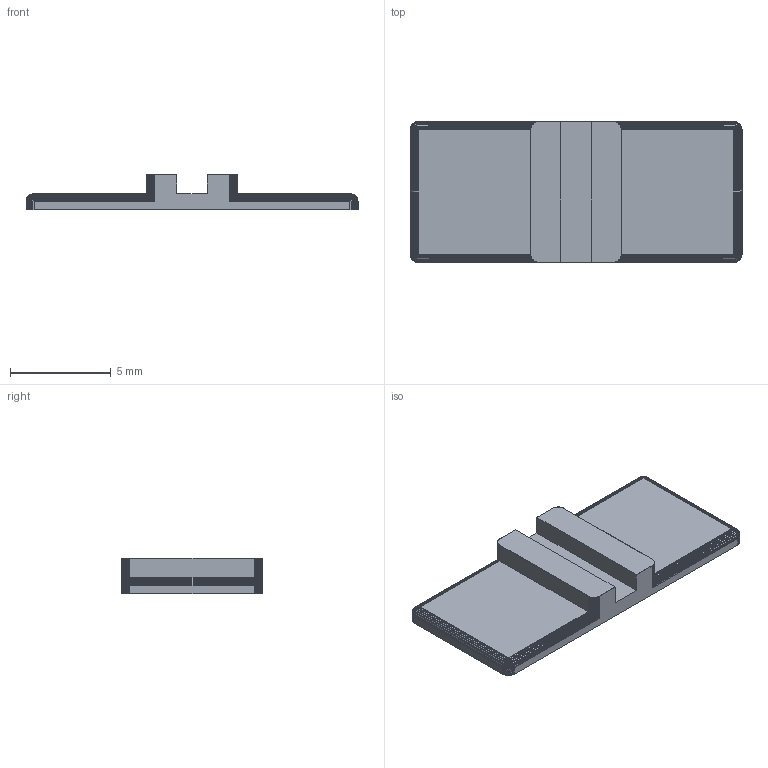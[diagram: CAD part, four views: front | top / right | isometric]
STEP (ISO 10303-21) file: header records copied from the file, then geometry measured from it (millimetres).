
FILE_DESCRIPTION(('FreeCAD Model'),'2;1');
FILE_NAME('Open CASCADE Shape Model','2023-03-02T18:52:08',(''),(''), 'Open CASCADE STEP processor 7.5','FreeCAD','Unknown');
FILE_SCHEMA(('AUTOMOTIVE_DESIGN { 1 0 10303 214 1 1 1 1 }'));
Length unit declared in the file: millimetre
Products named in the file (1): WP_2_IC_Card_Cover_MRAM_512001.002
Bounding box: 16.5 x 7 x 1.75 mm (x, y, z)
Surface area: 292.9 mm2 (no closed solid volume)
Topology: 0 solids, 1 shells, 1666 faces, 2612 edges, 948 vertices
Faces by surface type: plane 1666
Entity records: 33538 total; most frequent: DIRECTION 5946, CARTESIAN_POINT 5227, ORIENTED_EDGE 5224, EDGE_CURVE 2612, LINE 2612, VECTOR 2612, AXIS2_PLACEMENT_3D 1667, ADVANCED_FACE 1666
